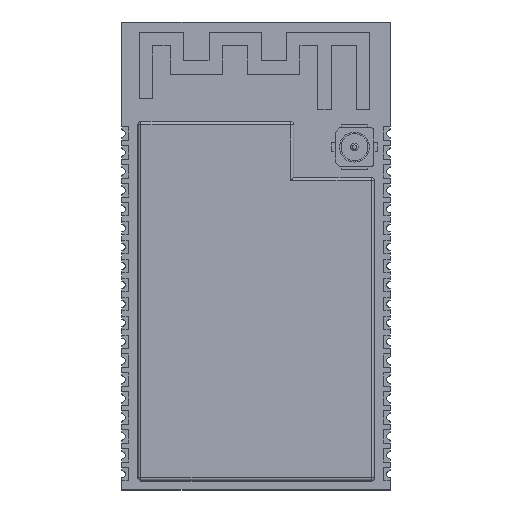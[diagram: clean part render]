
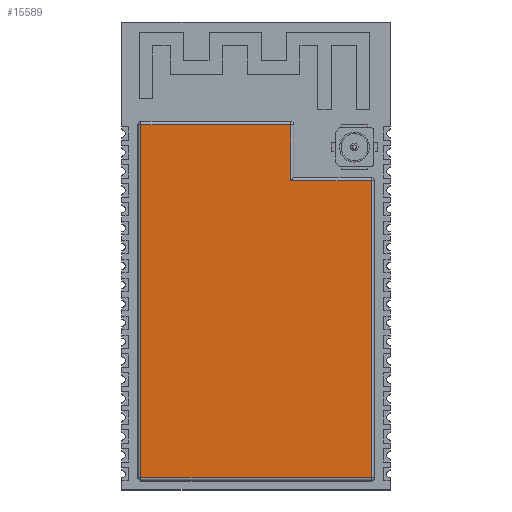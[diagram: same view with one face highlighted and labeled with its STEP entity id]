
A CAD part, top view. The second image highlights one B-rep face of the part: STEP entity #15589.
In plain terms, the highlighted planar face has unit normal (0, 0, 1).
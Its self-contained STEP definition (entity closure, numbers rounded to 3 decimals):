
#14614 = VERTEX_POINT('',#14615);
#14615 = CARTESIAN_POINT('',(7.735,-11.34,3.28));
#14639 = VERTEX_POINT('',#14640);
#14640 = CARTESIAN_POINT('',(-7.715,-11.34,3.28));
#14647 = EDGE_CURVE('',#14639,#14614,#14648,.T.);
#14648 = LINE('',#14649,#14650);
#14649 = CARTESIAN_POINT('',(-7.915,-11.34,3.28));
#14650 = VECTOR('',#14651,1.);
#14651 = DIRECTION('',(1.,0.,0.));
#14682 = VERTEX_POINT('',#14683);
#14683 = CARTESIAN_POINT('',(-7.715,12.36,3.28));
#14690 = EDGE_CURVE('',#14682,#14639,#14691,.T.);
#14691 = LINE('',#14692,#14693);
#14692 = CARTESIAN_POINT('',(-7.715,12.56,3.28));
#14693 = VECTOR('',#14694,1.);
#14694 = DIRECTION('',(0.,-1.,0.));
#14724 = VERTEX_POINT('',#14725);
#14725 = CARTESIAN_POINT('',(2.335,12.36,3.28));
#14732 = EDGE_CURVE('',#14724,#14682,#14733,.T.);
#14733 = LINE('',#14734,#14735);
#14734 = CARTESIAN_POINT('',(2.535,12.36,3.28));
#14735 = VECTOR('',#14736,1.);
#14736 = DIRECTION('',(-1.,0.,0.));
#14765 = VERTEX_POINT('',#14766);
#14766 = CARTESIAN_POINT('',(2.335,8.61,3.28));
#14773 = EDGE_CURVE('',#14765,#14724,#14774,.T.);
#14774 = LINE('',#14775,#14776);
#14775 = CARTESIAN_POINT('',(2.335,8.81,3.28));
#14776 = VECTOR('',#14777,1.);
#14777 = DIRECTION('',(0.,1.,0.));
#14791 = VERTEX_POINT('',#14792);
#14792 = CARTESIAN_POINT('',(7.735,8.61,3.28));
#14799 = EDGE_CURVE('',#14791,#14765,#14800,.T.);
#14800 = LINE('',#14801,#14802);
#14801 = CARTESIAN_POINT('',(7.935,8.61,3.28));
#14802 = VECTOR('',#14803,1.);
#14803 = DIRECTION('',(-1.,0.,0.));
#14833 = EDGE_CURVE('',#14614,#14791,#14834,.T.);
#14834 = LINE('',#14835,#14836);
#14835 = CARTESIAN_POINT('',(7.735,-11.54,3.28));
#14836 = VECTOR('',#14837,1.);
#14837 = DIRECTION('',(0.,1.,0.));
#15589 = ADVANCED_FACE('',(#15590),#15598,.T.);
#15590 = FACE_BOUND('',#15591,.T.);
#15591 = EDGE_LOOP('',(#15592,#15593,#15594,#15595,#15596,#15597));
#15592 = ORIENTED_EDGE('',*,*,#14690,.T.);
#15593 = ORIENTED_EDGE('',*,*,#14647,.T.);
#15594 = ORIENTED_EDGE('',*,*,#14833,.T.);
#15595 = ORIENTED_EDGE('',*,*,#14799,.T.);
#15596 = ORIENTED_EDGE('',*,*,#14773,.T.);
#15597 = ORIENTED_EDGE('',*,*,#14732,.T.);
#15598 = PLANE('',#15599);
#15599 = AXIS2_PLACEMENT_3D('',#15600,#15601,#15602);
#15600 = CARTESIAN_POINT('',(-0.243,0.257,3.28));
#15601 = DIRECTION('',(0.,0.,1.));
#15602 = DIRECTION('',(-1.,0.,0.));
